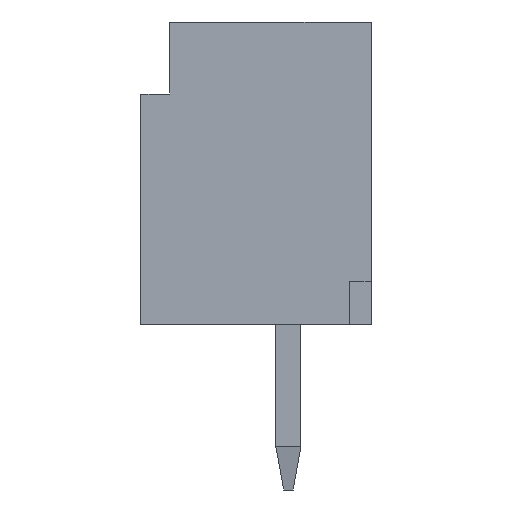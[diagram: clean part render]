
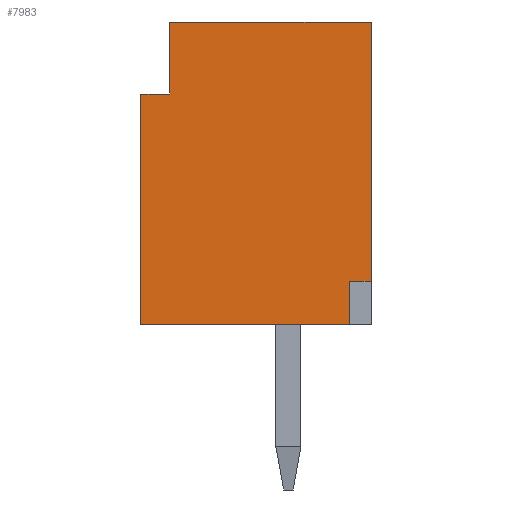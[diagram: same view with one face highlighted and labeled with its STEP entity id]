
A CAD part, left-side view. The second image highlights one B-rep face of the part: STEP entity #7983.
In plain terms, the highlighted planar face has unit normal (-1, 0, 0).
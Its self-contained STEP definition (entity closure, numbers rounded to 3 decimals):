
#111 = PLANE('',#112);
#112 = AXIS2_PLACEMENT_3D('',#113,#114,#115);
#113 = CARTESIAN_POINT('',(15.25,-1.15,0.));
#114 = DIRECTION('',(0.,-1.,0.));
#115 = DIRECTION('',(0.,0.,1.));
#139 = PLANE('',#140);
#140 = AXIS2_PLACEMENT_3D('',#141,#142,#143);
#141 = CARTESIAN_POINT('',(15.25,-1.15,4.2));
#142 = DIRECTION('',(0.,0.,1.));
#143 = DIRECTION('',(0.,1.,0.));
#223 = PLANE('',#224);
#224 = AXIS2_PLACEMENT_3D('',#225,#226,#227);
#225 = CARTESIAN_POINT('',(15.25,2.05,4.2));
#226 = DIRECTION('',(0.,1.,0.));
#227 = DIRECTION('',(0.,0.,-1.));
#1667 = PLANE('',#1668);
#1668 = AXIS2_PLACEMENT_3D('',#1669,#1670,#1671);
#1669 = CARTESIAN_POINT('',(15.25,2.05,0.));
#1670 = DIRECTION('',(0.,0.,-1.));
#1671 = DIRECTION('',(0.,-1.,0.));
#1708 = VERTEX_POINT('',#1709);
#1709 = CARTESIAN_POINT('',(-1.5,-1.15,0.6));
#1723 = PLANE('',#1724);
#1724 = AXIS2_PLACEMENT_3D('',#1725,#1726,#1727);
#1725 = CARTESIAN_POINT('',(-0.925,-1.15,0.6));
#1726 = DIRECTION('',(0.,0.,1.));
#1727 = DIRECTION('',(-1.,0.,0.));
#1735 = EDGE_CURVE('',#1708,#1736,#1738,.T.);
#1736 = VERTEX_POINT('',#1737);
#1737 = CARTESIAN_POINT('',(-1.5,-1.15,4.2));
#1738 = SURFACE_CURVE('',#1739,(#1743,#1750),.PCURVE_S1.);
#1739 = LINE('',#1740,#1741);
#1740 = CARTESIAN_POINT('',(-1.5,-1.15,0.6));
#1741 = VECTOR('',#1742,1.);
#1742 = DIRECTION('',(0.,0.,1.));
#1743 = PCURVE('',#111,#1744);
#1744 = DEFINITIONAL_REPRESENTATION('',(#1745),#1749);
#1745 = LINE('',#1746,#1747);
#1746 = CARTESIAN_POINT('',(0.6,16.75));
#1747 = VECTOR('',#1748,1.);
#1748 = DIRECTION('',(1.,0.));
#1749 = ( GEOMETRIC_REPRESENTATION_CONTEXT(2) 
PARAMETRIC_REPRESENTATION_CONTEXT() REPRESENTATION_CONTEXT('2D SPACE',''
  ) );
#1750 = PCURVE('',#1751,#1756);
#1751 = PLANE('',#1752);
#1752 = AXIS2_PLACEMENT_3D('',#1753,#1754,#1755);
#1753 = CARTESIAN_POINT('',(-1.5,0.45,2.1));
#1754 = DIRECTION('',(-1.,0.,0.));
#1755 = DIRECTION('',(0.,0.,-1.));
#1756 = DEFINITIONAL_REPRESENTATION('',(#1757),#1761);
#1757 = LINE('',#1758,#1759);
#1758 = CARTESIAN_POINT('',(1.5,1.6));
#1759 = VECTOR('',#1760,1.);
#1760 = DIRECTION('',(-1.,0.));
#1761 = ( GEOMETRIC_REPRESENTATION_CONTEXT(2) 
PARAMETRIC_REPRESENTATION_CONTEXT() REPRESENTATION_CONTEXT('2D SPACE',''
  ) );
#2394 = EDGE_CURVE('',#1736,#2395,#2397,.T.);
#2395 = VERTEX_POINT('',#2396);
#2396 = CARTESIAN_POINT('',(-1.5,1.65,4.2));
#2397 = SURFACE_CURVE('',#2398,(#2402,#2409),.PCURVE_S1.);
#2398 = LINE('',#2399,#2400);
#2399 = CARTESIAN_POINT('',(-1.5,-1.15,4.2));
#2400 = VECTOR('',#2401,1.);
#2401 = DIRECTION('',(0.,1.,0.));
#2402 = PCURVE('',#139,#2403);
#2403 = DEFINITIONAL_REPRESENTATION('',(#2404),#2408);
#2404 = LINE('',#2405,#2406);
#2405 = CARTESIAN_POINT('',(0.,16.75));
#2406 = VECTOR('',#2407,1.);
#2407 = DIRECTION('',(1.,0.));
#2408 = ( GEOMETRIC_REPRESENTATION_CONTEXT(2) 
PARAMETRIC_REPRESENTATION_CONTEXT() REPRESENTATION_CONTEXT('2D SPACE',''
  ) );
#2409 = PCURVE('',#1751,#2410);
#2410 = DEFINITIONAL_REPRESENTATION('',(#2411),#2415);
#2411 = LINE('',#2412,#2413);
#2412 = CARTESIAN_POINT('',(-2.1,1.6));
#2413 = VECTOR('',#2414,1.);
#2414 = DIRECTION('',(0.,-1.));
#2415 = ( GEOMETRIC_REPRESENTATION_CONTEXT(2) 
PARAMETRIC_REPRESENTATION_CONTEXT() REPRESENTATION_CONTEXT('2D SPACE',''
  ) );
#2433 = PLANE('',#2434);
#2434 = AXIS2_PLACEMENT_3D('',#2435,#2436,#2437);
#2435 = CARTESIAN_POINT('',(14.65,1.65,4.2));
#2436 = DIRECTION('',(0.,1.,0.));
#2437 = DIRECTION('',(-1.,0.,0.));
#2863 = VERTEX_POINT('',#2864);
#2864 = CARTESIAN_POINT('',(-1.5,2.05,3.2));
#2878 = PLANE('',#2879);
#2879 = AXIS2_PLACEMENT_3D('',#2880,#2881,#2882);
#2880 = CARTESIAN_POINT('',(-0.55,2.05,3.2));
#2881 = DIRECTION('',(0.,0.,-1.));
#2882 = DIRECTION('',(-1.,0.,0.));
#2890 = EDGE_CURVE('',#2863,#2891,#2893,.T.);
#2891 = VERTEX_POINT('',#2892);
#2892 = CARTESIAN_POINT('',(-1.5,2.05,0.));
#2893 = SURFACE_CURVE('',#2894,(#2898,#2905),.PCURVE_S1.);
#2894 = LINE('',#2895,#2896);
#2895 = CARTESIAN_POINT('',(-1.5,2.05,3.2));
#2896 = VECTOR('',#2897,1.);
#2897 = DIRECTION('',(0.,0.,-1.));
#2898 = PCURVE('',#223,#2899);
#2899 = DEFINITIONAL_REPRESENTATION('',(#2900),#2904);
#2900 = LINE('',#2901,#2902);
#2901 = CARTESIAN_POINT('',(1.,16.75));
#2902 = VECTOR('',#2903,1.);
#2903 = DIRECTION('',(1.,0.));
#2904 = ( GEOMETRIC_REPRESENTATION_CONTEXT(2) 
PARAMETRIC_REPRESENTATION_CONTEXT() REPRESENTATION_CONTEXT('2D SPACE',''
  ) );
#2905 = PCURVE('',#1751,#2906);
#2906 = DEFINITIONAL_REPRESENTATION('',(#2907),#2911);
#2907 = LINE('',#2908,#2909);
#2908 = CARTESIAN_POINT('',(-1.1,-1.6));
#2909 = VECTOR('',#2910,1.);
#2910 = DIRECTION('',(1.,0.));
#2911 = ( GEOMETRIC_REPRESENTATION_CONTEXT(2) 
PARAMETRIC_REPRESENTATION_CONTEXT() REPRESENTATION_CONTEXT('2D SPACE',''
  ) );
#7813 = EDGE_CURVE('',#2891,#7814,#7816,.T.);
#7814 = VERTEX_POINT('',#7815);
#7815 = CARTESIAN_POINT('',(-1.5,-0.85,0.));
#7816 = SURFACE_CURVE('',#7817,(#7821,#7828),.PCURVE_S1.);
#7817 = LINE('',#7818,#7819);
#7818 = CARTESIAN_POINT('',(-1.5,2.05,0.));
#7819 = VECTOR('',#7820,1.);
#7820 = DIRECTION('',(0.,-1.,0.));
#7821 = PCURVE('',#1667,#7822);
#7822 = DEFINITIONAL_REPRESENTATION('',(#7823),#7827);
#7823 = LINE('',#7824,#7825);
#7824 = CARTESIAN_POINT('',(0.,16.75));
#7825 = VECTOR('',#7826,1.);
#7826 = DIRECTION('',(1.,0.));
#7827 = ( GEOMETRIC_REPRESENTATION_CONTEXT(2) 
PARAMETRIC_REPRESENTATION_CONTEXT() REPRESENTATION_CONTEXT('2D SPACE',''
  ) );
#7828 = PCURVE('',#1751,#7829);
#7829 = DEFINITIONAL_REPRESENTATION('',(#7830),#7834);
#7830 = LINE('',#7831,#7832);
#7831 = CARTESIAN_POINT('',(2.1,-1.6));
#7832 = VECTOR('',#7833,1.);
#7833 = DIRECTION('',(0.,1.));
#7834 = ( GEOMETRIC_REPRESENTATION_CONTEXT(2) 
PARAMETRIC_REPRESENTATION_CONTEXT() REPRESENTATION_CONTEXT('2D SPACE',''
  ) );
#7852 = PLANE('',#7853);
#7853 = AXIS2_PLACEMENT_3D('',#7854,#7855,#7856);
#7854 = CARTESIAN_POINT('',(15.25,-0.85,0.));
#7855 = DIRECTION('',(0.,-1.,0.));
#7856 = DIRECTION('',(1.,0.,0.));
#7938 = EDGE_CURVE('',#1708,#7939,#7941,.T.);
#7939 = VERTEX_POINT('',#7940);
#7940 = CARTESIAN_POINT('',(-1.5,-0.85,0.6));
#7941 = SURFACE_CURVE('',#7942,(#7946,#7953),.PCURVE_S1.);
#7942 = LINE('',#7943,#7944);
#7943 = CARTESIAN_POINT('',(-1.5,-1.15,0.6));
#7944 = VECTOR('',#7945,1.);
#7945 = DIRECTION('',(0.,1.,0.));
#7946 = PCURVE('',#1723,#7947);
#7947 = DEFINITIONAL_REPRESENTATION('',(#7948),#7952);
#7948 = LINE('',#7949,#7950);
#7949 = CARTESIAN_POINT('',(0.575,0.));
#7950 = VECTOR('',#7951,1.);
#7951 = DIRECTION('',(0.,-1.));
#7952 = ( GEOMETRIC_REPRESENTATION_CONTEXT(2) 
PARAMETRIC_REPRESENTATION_CONTEXT() REPRESENTATION_CONTEXT('2D SPACE',''
  ) );
#7953 = PCURVE('',#1751,#7954);
#7954 = DEFINITIONAL_REPRESENTATION('',(#7955),#7959);
#7955 = LINE('',#7956,#7957);
#7956 = CARTESIAN_POINT('',(1.5,1.6));
#7957 = VECTOR('',#7958,1.);
#7958 = DIRECTION('',(0.,-1.));
#7959 = ( GEOMETRIC_REPRESENTATION_CONTEXT(2) 
PARAMETRIC_REPRESENTATION_CONTEXT() REPRESENTATION_CONTEXT('2D SPACE',''
  ) );
#7983 = ADVANCED_FACE('',(#7984),#1751,.T.);
#7984 = FACE_BOUND('',#7985,.F.);
#7985 = EDGE_LOOP('',(#7986,#7987,#7988,#8009,#8010,#8011,#8034,#8055));
#7986 = ORIENTED_EDGE('',*,*,#1735,.F.);
#7987 = ORIENTED_EDGE('',*,*,#7938,.T.);
#7988 = ORIENTED_EDGE('',*,*,#7989,.F.);
#7989 = EDGE_CURVE('',#7814,#7939,#7990,.T.);
#7990 = SURFACE_CURVE('',#7991,(#7995,#8002),.PCURVE_S1.);
#7991 = LINE('',#7992,#7993);
#7992 = CARTESIAN_POINT('',(-1.5,-0.85,0.));
#7993 = VECTOR('',#7994,1.);
#7994 = DIRECTION('',(0.,0.,1.));
#7995 = PCURVE('',#1751,#7996);
#7996 = DEFINITIONAL_REPRESENTATION('',(#7997),#8001);
#7997 = LINE('',#7998,#7999);
#7998 = CARTESIAN_POINT('',(2.1,1.3));
#7999 = VECTOR('',#8000,1.);
#8000 = DIRECTION('',(-1.,0.));
#8001 = ( GEOMETRIC_REPRESENTATION_CONTEXT(2) 
PARAMETRIC_REPRESENTATION_CONTEXT() REPRESENTATION_CONTEXT('2D SPACE',''
  ) );
#8002 = PCURVE('',#7852,#8003);
#8003 = DEFINITIONAL_REPRESENTATION('',(#8004),#8008);
#8004 = LINE('',#8005,#8006);
#8005 = CARTESIAN_POINT('',(-16.75,0.));
#8006 = VECTOR('',#8007,1.);
#8007 = DIRECTION('',(0.,1.));
#8008 = ( GEOMETRIC_REPRESENTATION_CONTEXT(2) 
PARAMETRIC_REPRESENTATION_CONTEXT() REPRESENTATION_CONTEXT('2D SPACE',''
  ) );
#8009 = ORIENTED_EDGE('',*,*,#7813,.F.);
#8010 = ORIENTED_EDGE('',*,*,#2890,.F.);
#8011 = ORIENTED_EDGE('',*,*,#8012,.T.);
#8012 = EDGE_CURVE('',#2863,#8013,#8015,.T.);
#8013 = VERTEX_POINT('',#8014);
#8014 = CARTESIAN_POINT('',(-1.5,1.65,3.2));
#8015 = SURFACE_CURVE('',#8016,(#8020,#8027),.PCURVE_S1.);
#8016 = LINE('',#8017,#8018);
#8017 = CARTESIAN_POINT('',(-1.5,2.05,3.2));
#8018 = VECTOR('',#8019,1.);
#8019 = DIRECTION('',(0.,-1.,0.));
#8020 = PCURVE('',#1751,#8021);
#8021 = DEFINITIONAL_REPRESENTATION('',(#8022),#8026);
#8022 = LINE('',#8023,#8024);
#8023 = CARTESIAN_POINT('',(-1.1,-1.6));
#8024 = VECTOR('',#8025,1.);
#8025 = DIRECTION('',(0.,1.));
#8026 = ( GEOMETRIC_REPRESENTATION_CONTEXT(2) 
PARAMETRIC_REPRESENTATION_CONTEXT() REPRESENTATION_CONTEXT('2D SPACE',''
  ) );
#8027 = PCURVE('',#2878,#8028);
#8028 = DEFINITIONAL_REPRESENTATION('',(#8029),#8033);
#8029 = LINE('',#8030,#8031);
#8030 = CARTESIAN_POINT('',(0.95,0.));
#8031 = VECTOR('',#8032,1.);
#8032 = DIRECTION('',(0.,-1.));
#8033 = ( GEOMETRIC_REPRESENTATION_CONTEXT(2) 
PARAMETRIC_REPRESENTATION_CONTEXT() REPRESENTATION_CONTEXT('2D SPACE',''
  ) );
#8034 = ORIENTED_EDGE('',*,*,#8035,.F.);
#8035 = EDGE_CURVE('',#2395,#8013,#8036,.T.);
#8036 = SURFACE_CURVE('',#8037,(#8041,#8048),.PCURVE_S1.);
#8037 = LINE('',#8038,#8039);
#8038 = CARTESIAN_POINT('',(-1.5,1.65,4.2));
#8039 = VECTOR('',#8040,1.);
#8040 = DIRECTION('',(0.,0.,-1.));
#8041 = PCURVE('',#1751,#8042);
#8042 = DEFINITIONAL_REPRESENTATION('',(#8043),#8047);
#8043 = LINE('',#8044,#8045);
#8044 = CARTESIAN_POINT('',(-2.1,-1.2));
#8045 = VECTOR('',#8046,1.);
#8046 = DIRECTION('',(1.,0.));
#8047 = ( GEOMETRIC_REPRESENTATION_CONTEXT(2) 
PARAMETRIC_REPRESENTATION_CONTEXT() REPRESENTATION_CONTEXT('2D SPACE',''
  ) );
#8048 = PCURVE('',#2433,#8049);
#8049 = DEFINITIONAL_REPRESENTATION('',(#8050),#8054);
#8050 = LINE('',#8051,#8052);
#8051 = CARTESIAN_POINT('',(16.15,0.));
#8052 = VECTOR('',#8053,1.);
#8053 = DIRECTION('',(0.,-1.));
#8054 = ( GEOMETRIC_REPRESENTATION_CONTEXT(2) 
PARAMETRIC_REPRESENTATION_CONTEXT() REPRESENTATION_CONTEXT('2D SPACE',''
  ) );
#8055 = ORIENTED_EDGE('',*,*,#2394,.F.);
